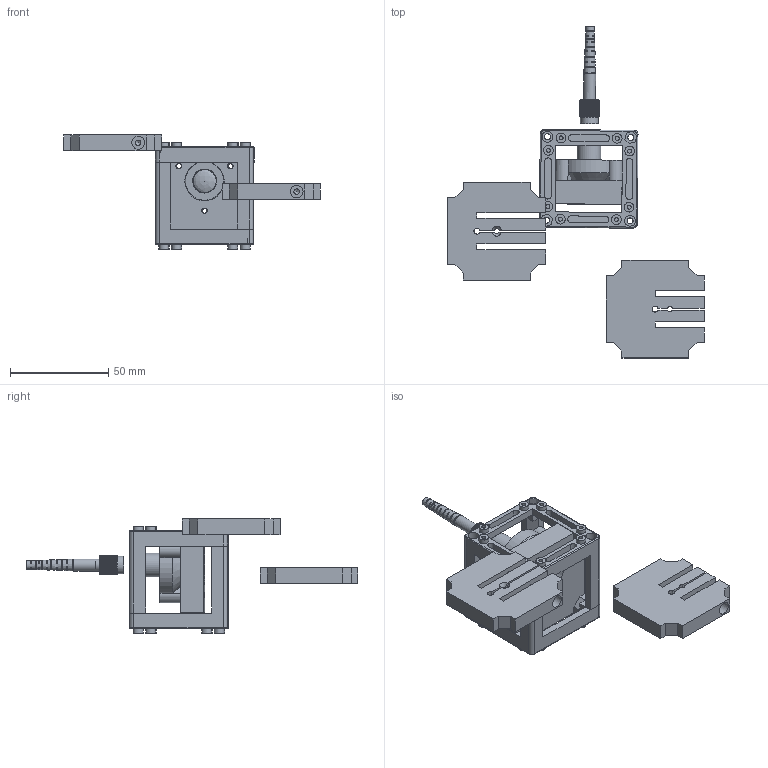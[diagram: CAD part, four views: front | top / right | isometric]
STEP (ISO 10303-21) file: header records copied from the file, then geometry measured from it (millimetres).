
FILE_DESCRIPTION(/* description */ (''),/* implementation_level */ '2;1');
FILE_NAME(/* name */ 'Assembly_Cube_2D_Galvo_Fiberlauncher_v3.iam.step',/* time_stamp */ '2022-11-29T08:59:56+01:00',/* author */ ('diederichbenedict'),/* organization */ (''),/* preprocessor_version */ 'ST-DEVELOPER v18.1',/* originating_system */ 'Autodesk Inventor 2022',/* authorisation */ '');
FILE_SCHEMA (('AUTOMOTIVE_DESIGN { 1 0 10303 214 3 1 1 }'));
Products named in the file (10): Assembly_Cube_2D_Galvo_Fiberlauncher_v3; Assembly_Cube_empty_IM_v3; 10_Cube_1x1_IM; 00_SM1FC-Step; 20_Cube_Insert_2D_Galvo_Fiberlaunch_v3; 20_Cube_Insert_2D_Galvo_Fiberlaunch_SM1FC_part1_v3; #26110; P1-305A-FC-1-Step; 00_Fiber_M12_collimator_v3; 20_Cube_Insert_2D_Galvo_Fiberlaunch_center_v3
Assembly tree (10 placements, depth 3):
  Assembly_Cube_2D_Galvo_Fiberlauncher_v3
    Assembly_Cube_empty_IM_v3
      10_Cube_1x1_IM  x2
    00_SM1FC-Step
    20_Cube_Insert_2D_Galvo_Fiberlaunch_v3
    20_Cube_Insert_2D_Galvo_Fiberlaunch_SM1FC_part1_v3
    #26110
    P1-305A-FC-1-Step
    00_Fiber_M12_collimator_v3
    20_Cube_Insert_2D_Galvo_Fiberlaunch_center_v3
Bounding box: 130.58 x 169.16 x 58.18 mm (x, y, z)
Volume: 87837.3 mm3; surface area: 49266.4 mm2
Topology: 11 solids, 11 shells, 817 faces, 2190 edges, 1446 vertices
Faces by surface type: plane 505, cylinder 270, cone 23, torus 15, bspline 4
Full cylindrical faces by diameter (mm): 1.27 x1, 2.05 x16, 2.502 x1, 2.8 x6, 3.1 x8, 3.175 x1, 3.693 x1, 4.242 x1, 4.369 x1, 4.572 x1, 4.95 x16, 5.08 x1, 5.232 x1, 5.283 x1, 5.5 x4, 6.071 x1, 6.096 x1, 6.5 x2, 8.255 x1, 9.017 x2, 12 x1, 12.2 x23, 17.5 x1, 26.4 x1
Entity records: 25793 total; most frequent: CARTESIAN_POINT 8920, ORIENTED_EDGE 3634, DIRECTION 3294, EDGE_CURVE 1817, VERTEX_POINT 1202, AXIS2_PLACEMENT_3D 1183, LINE 928, VECTOR 928
